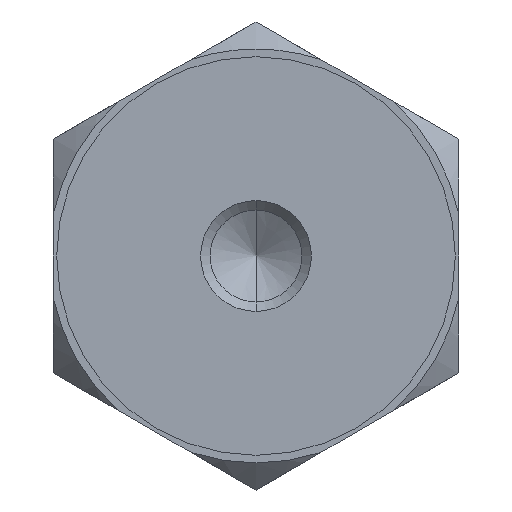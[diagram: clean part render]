
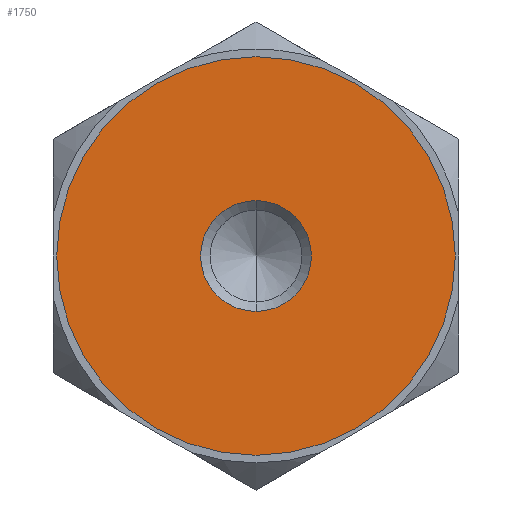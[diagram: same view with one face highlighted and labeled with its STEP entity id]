
A CAD part, front view. The second image highlights one B-rep face of the part: STEP entity #1750.
In plain terms, the highlighted planar face has unit normal (0, -1, 0).
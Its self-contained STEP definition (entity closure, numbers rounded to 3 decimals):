
#854=CARTESIAN_POINT('',(0.,-57.,0.));
#855=DIRECTION('',(0.,-1.,0.));
#856=DIRECTION('',(0.,0.,1.));
#857=AXIS2_PLACEMENT_3D('',#854,#855,#856);
#862=CARTESIAN_POINT('',(0.,-57.,0.));
#863=DIRECTION('',(0.,-1.,0.));
#864=DIRECTION('',(0.,0.,-1.));
#865=AXIS2_PLACEMENT_3D('',#862,#863,#864);
#870=CARTESIAN_POINT('',(0.,-57.,0.));
#871=DIRECTION('',(0.,1.,0.));
#872=DIRECTION('',(0.,0.,-1.));
#873=AXIS2_PLACEMENT_3D('',#870,#871,#872);
#878=CARTESIAN_POINT('',(0.,-57.,0.));
#879=DIRECTION('',(0.,1.,0.));
#880=DIRECTION('',(0.,0.,1.));
#881=AXIS2_PLACEMENT_3D('',#878,#879,#880);
#1047=CARTESIAN_POINT('',(0.,-57.,-4.1));
#1048=VERTEX_POINT('',#1047);
#1049=CARTESIAN_POINT('',(0.,-57.,4.1));
#1050=VERTEX_POINT('',#1049);
#1081=CARTESIAN_POINT('',(0.,-57.,-14.75));
#1083=VERTEX_POINT('',#1081);
#1085=CARTESIAN_POINT('',(0.,-57.,14.75));
#1087=VERTEX_POINT('',#1085);
#1735=CARTESIAN_POINT('',(17.5,-57.,0.));
#1736=DIRECTION('',(0.,-1.,0.));
#1737=DIRECTION('',(0.,0.,-1.));
#1738=AXIS2_PLACEMENT_3D('',#1735,#1736,#1737);
#1739=PLANE('',#1738);
#1740=ORIENTED_EDGE('',*,*,#1729,.F.);
#1741=ORIENTED_EDGE('',*,*,#1715,.F.);
#1742=EDGE_LOOP('',(#1740,#1741));
#1743=FACE_OUTER_BOUND('',#1742,.F.);
#1745=ORIENTED_EDGE('',*,*,#1744,.F.);
#1747=ORIENTED_EDGE('',*,*,#1746,.F.);
#1748=EDGE_LOOP('',(#1745,#1747));
#1749=FACE_BOUND('',#1748,.F.);
#1750=ADVANCED_FACE('',(#1743,#1749),#1739,.T.);
#858=CIRCLE('',#857,14.75);
#866=CIRCLE('',#865,14.75);
#874=CIRCLE('',#873,4.1);
#882=CIRCLE('',#881,4.1);
#1715=EDGE_CURVE('',#1083,#1087,#866,.T.);
#1729=EDGE_CURVE('',#1087,#1083,#858,.T.);
#1744=EDGE_CURVE('',#1048,#1050,#874,.T.);
#1746=EDGE_CURVE('',#1050,#1048,#882,.T.);
